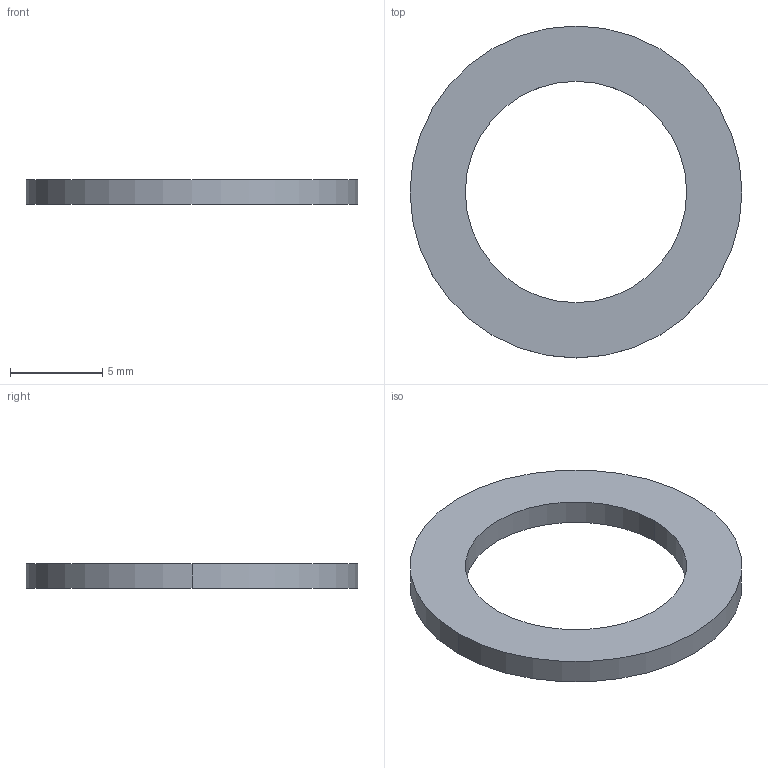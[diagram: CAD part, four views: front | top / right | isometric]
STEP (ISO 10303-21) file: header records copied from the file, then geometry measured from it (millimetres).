
FILE_DESCRIPTION((''),'2;1');
FILE_NAME('100034-B_RONDELLE-ARRIERE','2021-12-07T',('Administrateur'),(''),'PRO/ENGINEER BY PARAMETRIC TECHNOLOGY CORPORATION, 2004090','PRO/ENGINEER BY PARAMETRIC TECHNOLOGY CORPORATION, 2004090','');
FILE_SCHEMA(('CONFIG_CONTROL_DESIGN','SHAPE_APPEARANCE_LAYERS_GROUPS'));
Length unit declared in the file: millimetre
Products named in the file (1): 100034-B_RONDELLE-ARRIERE
Bounding box: 18 x 18 x 1.35 mm (x, y, z)
Volume: 191.3 mm3; surface area: 410.1 mm2
Topology: 1 solids, 1 shells, 6 faces, 12 edges, 8 vertices
Faces by surface type: bspline 6
Entity records: 543 total; most frequent: COLOUR_RGB 194, CARTESIAN_POINT 140, ORIENTED_EDGE 24, DIRECTION 20, PRESENTATION_STYLE_ASSIGNMENT 13, STYLED_ITEM 13, CURVE_STYLE 12, EDGE_CURVE 12
